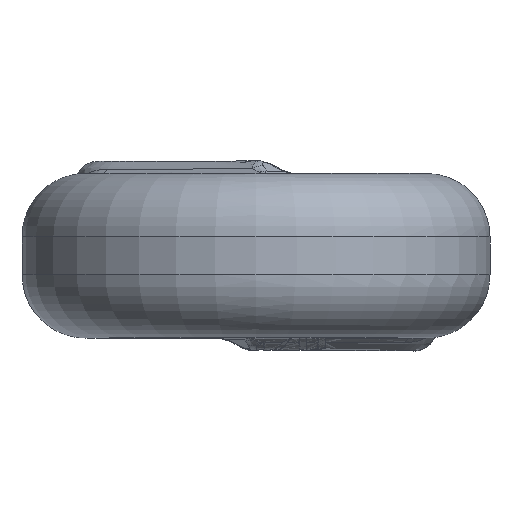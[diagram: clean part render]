
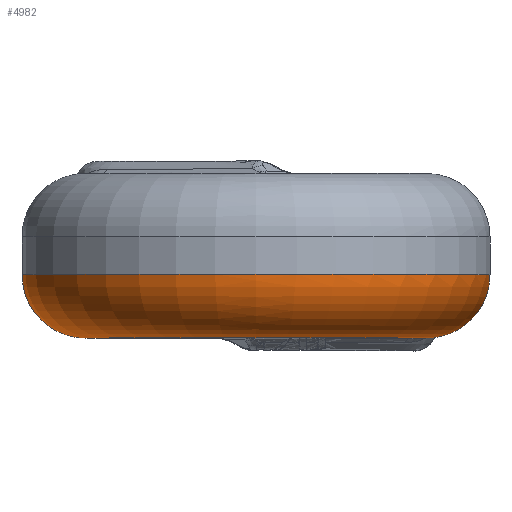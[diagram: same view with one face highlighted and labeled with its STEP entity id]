
A CAD part, top view. The second image highlights one B-rep face of the part: STEP entity #4982.
In plain terms, the highlighted toroidal (fillet/blend) face has major radius 2.7 mm and minor radius 1 mm.
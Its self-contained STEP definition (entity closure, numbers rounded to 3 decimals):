
#21=TOROIDAL_SURFACE('',#5165,2.7,1.);
#29=CIRCLE('',#5152,2.7);
#38=CIRCLE('',#5166,3.7);
#1078=ORIENTED_EDGE('',*,*,#2037,.F.);
#1079=ORIENTED_EDGE('',*,*,#2038,.T.);
#1080=ORIENTED_EDGE('',*,*,#2039,.T.);
#1081=ORIENTED_EDGE('',*,*,#1870,.F.);
#1082=ORIENTED_EDGE('',*,*,#2040,.T.);
#1870=EDGE_CURVE('',#2398,#2399,#29,.F.);
#2037=EDGE_CURVE('',#2547,#2547,#38,.T.);
#2038=EDGE_CURVE('',#2548,#2549,#2876,.T.);
#2039=EDGE_CURVE('',#2549,#2399,#2877,.T.);
#2040=EDGE_CURVE('',#2398,#2548,#2878,.T.);
#2398=VERTEX_POINT('',#7985);
#2399=VERTEX_POINT('',#7992);
#2547=VERTEX_POINT('',#9759);
#2548=VERTEX_POINT('',#9770);
#2549=VERTEX_POINT('',#9771);
#2876=B_SPLINE_CURVE_WITH_KNOTS('',3,(#9760,#9761,#9762,#9763,#9764,#9765,
#9766,#9767,#9768,#9769),.UNSPECIFIED.,.F.,.F.,(4,1,1,1,1,1,1,4),(0.,0.001,
0.001,0.001,0.002,0.002,
0.002,0.003),.UNSPECIFIED.);
#2877=B_SPLINE_CURVE_WITH_KNOTS('',3,(#9772,#9773,#9774,#9775),
 .UNSPECIFIED.,.F.,.F.,(4,4),(0.,0.),.UNSPECIFIED.);
#2878=B_SPLINE_CURVE_WITH_KNOTS('',3,(#9776,#9777,#9778,#9779,#9780),
 .UNSPECIFIED.,.F.,.F.,(4,1,4),(0.,0.001,
0.001),.UNSPECIFIED.);
#3051=EDGE_LOOP('',(#1078));
#3052=EDGE_LOOP('',(#1079,#1080,#1081,#1082));
#3275=FACE_BOUND('',#3051,.T.);
#3276=FACE_BOUND('',#3052,.T.);
#4982=ADVANCED_FACE('',(#3275,#3276),#21,.T.);
#5152=AXIS2_PLACEMENT_3D('',#7991,#5325,#5326);
#5165=AXIS2_PLACEMENT_3D('',#9757,#5421,#5422);
#5166=AXIS2_PLACEMENT_3D('',#9758,#5423,#5424);
#5325=DIRECTION('',(0.,1.,0.));
#5326=DIRECTION('',(0.,0.,1.));
#5421=DIRECTION('',(0.,1.,0.));
#5422=DIRECTION('',(0.,0.,1.));
#5423=DIRECTION('',(0.,1.,0.));
#5424=DIRECTION('',(0.,0.,1.));
#7985=CARTESIAN_POINT('',(2.449,-1.3,-1.138));
#7991=CARTESIAN_POINT('',(0.,-1.3,0.));
#7992=CARTESIAN_POINT('',(1.961,-1.3,-1.856));
#9757=CARTESIAN_POINT('',(0.,-0.3,0.));
#9758=CARTESIAN_POINT('',(0.,-0.3,0.));
#9759=CARTESIAN_POINT('',(0.,-0.3,3.7));
#9760=CARTESIAN_POINT('',(2.866,-0.823,-2.099));
#9761=CARTESIAN_POINT('',(2.809,-0.724,-2.28));
#9762=CARTESIAN_POINT('',(2.657,-0.584,-2.533));
#9763=CARTESIAN_POINT('',(2.351,-0.536,-2.825));
#9764=CARTESIAN_POINT('',(2.08,-0.59,-3.02));
#9765=CARTESIAN_POINT('',(1.847,-0.869,-3.026));
#9766=CARTESIAN_POINT('',(1.878,-1.092,-2.752));
#9767=CARTESIAN_POINT('',(1.944,-1.206,-2.468));
#9768=CARTESIAN_POINT('',(1.991,-1.251,-2.266));
#9769=CARTESIAN_POINT('',(2.012,-1.267,-2.163));
#9770=CARTESIAN_POINT('',(2.866,-0.823,-2.099));
#9771=CARTESIAN_POINT('',(2.012,-1.267,-2.163));
#9772=CARTESIAN_POINT('',(2.012,-1.267,-2.163));
#9773=CARTESIAN_POINT('',(2.032,-1.284,-2.058));
#9774=CARTESIAN_POINT('',(2.023,-1.3,-1.944));
#9775=CARTESIAN_POINT('',(1.961,-1.3,-1.856));
#9776=CARTESIAN_POINT('',(2.449,-1.3,-1.138));
#9777=CARTESIAN_POINT('',(2.595,-1.3,-1.284));
#9778=CARTESIAN_POINT('',(2.893,-1.173,-1.569));
#9779=CARTESIAN_POINT('',(2.921,-0.919,-1.924));
#9780=CARTESIAN_POINT('',(2.866,-0.823,-2.099));
